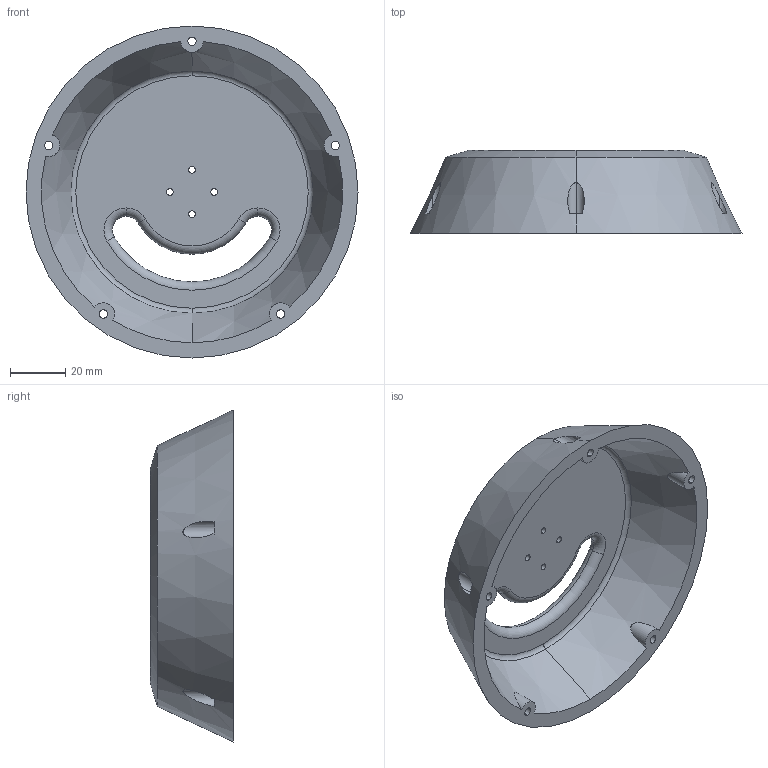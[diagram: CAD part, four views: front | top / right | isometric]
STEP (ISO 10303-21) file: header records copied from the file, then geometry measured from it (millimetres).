
FILE_DESCRIPTION (( 'STEP AP203' ), '1' );
FILE_NAME ('Upper_Hip_New.STEP', '2024-06-13T15:09:00', ( '' ), ( '' ), 'SwSTEP 2.0', 'SolidWorks 2024', '' );
FILE_SCHEMA (( 'CONFIG_CONTROL_DESIGN' ));
Length unit declared in the file: millimetre
Products named in the file (1): Upper_Hip_New
Bounding box: 120 x 30 x 120 mm (x, y, z)
Volume: 77772.6 mm3; surface area: 33348 mm2
Topology: 1 solids, 1 shells, 67 faces, 165 edges, 106 vertices
Faces by surface type: cylinder 38, torus 14, plane 9, cone 6
Entity records: 2556 total; most frequent: CARTESIAN_POINT 779, DIRECTION 395, ORIENTED_EDGE 330, AXIS2_PLACEMENT_3D 180, EDGE_CURVE 165, CIRCLE 112, VERTEX_POINT 106, EDGE_LOOP 93
